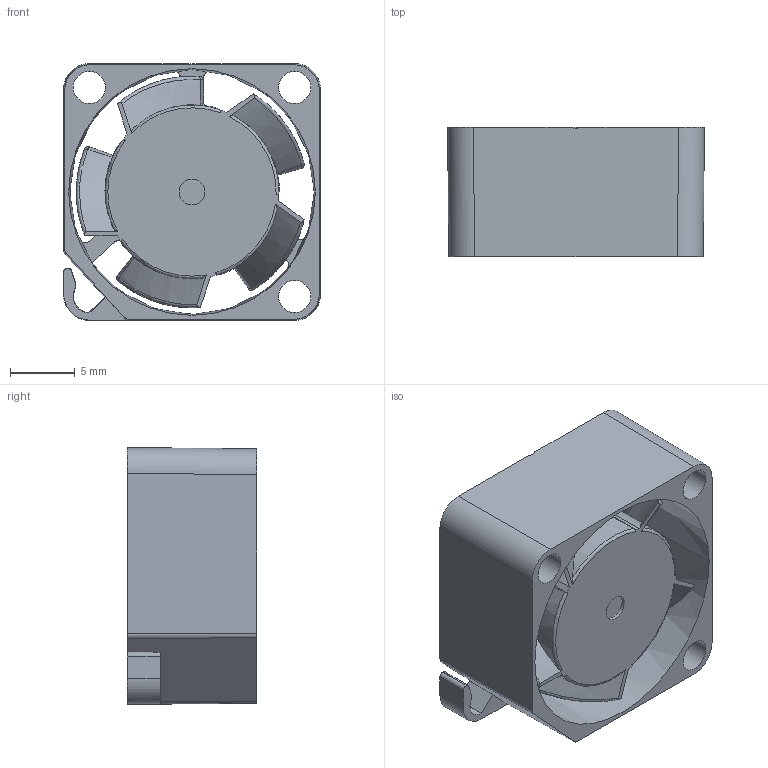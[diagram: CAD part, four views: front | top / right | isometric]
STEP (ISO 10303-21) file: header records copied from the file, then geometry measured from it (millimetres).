
FILE_DESCRIPTION((''),'2;1');
FILE_NAME('ASM0001_ASM','2019-03-21T',('Administrator'),(''),'PRO/ENGINEER BY PARAMETRIC TECHNOLOGY CORPORATION, 2009440','PRO/ENGINEER BY PARAMETRIC TECHNOLOGY CORPORATION, 2009440','');
FILE_SCHEMA(('CONFIG_CONTROL_DESIGN'));
Length unit declared in the file: millimetre
Products named in the file (3): 2010K2-3D; 2010Y2-3D; ASM0001_ASM
Assembly tree (2 placements, depth 2):
  ASM0001_ASM
    2010K2-3D
    2010Y2-3D
Bounding box: 19.9 x 10 x 19.9 mm (x, y, z)
Volume: 1256.2 mm3; surface area: 3245.9 mm2
Topology: 2 solids, 2 shells, 160 faces, 409 edges, 259 vertices
Faces by surface type: bspline 57, cone 37, plane 35, cylinder 20, torus 11
Entity records: 9817 total; most frequent: CARTESIAN_POINT 6272, ORIENTED_EDGE 818, DIRECTION 573, EDGE_CURVE 409, VERTEX_POINT 259, AXIS2_PLACEMENT_3D 234, EDGE_LOOP 180, B_SPLINE_CURVE_WITH_KNOTS 178
